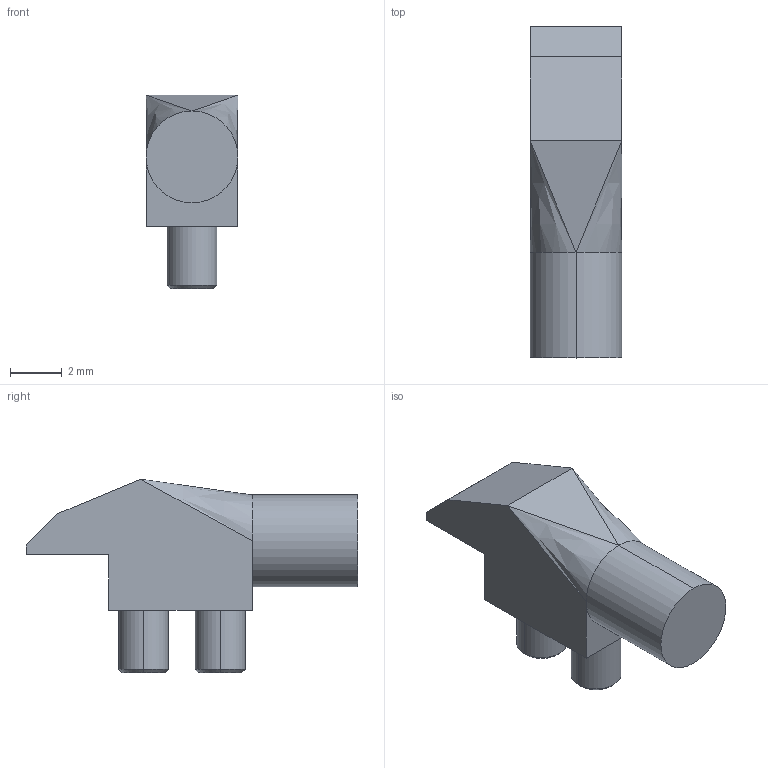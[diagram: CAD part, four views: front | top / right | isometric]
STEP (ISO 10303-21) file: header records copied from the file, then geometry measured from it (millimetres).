
FILE_DESCRIPTION (( 'STEP AP214' ), '1' );
FILE_NAME ('7513D2-S.STEP', '2015-03-20T16:06:01', ( '' ), ( '' ), 'SwSTEP 2.0', 'SolidWorks 2014', '' );
FILE_SCHEMA (( 'AUTOMOTIVE_DESIGN' ));
Length unit declared in the file: inch
Products named in the file (1): 7513D2-S
Bounding box: 3.56 x 12.85 x 7.49 mm (x, y, z)
Volume: 165.4 mm3; surface area: 222.9 mm2
Topology: 1 solids, 1 shells, 25 faces, 53 edges, 32 vertices
Faces by surface type: plane 13, cylinder 6, cone 4, bspline 2
Entity records: 943 total; most frequent: CARTESIAN_POINT 363, DIRECTION 115, ORIENTED_EDGE 106, EDGE_CURVE 53, AXIS2_PLACEMENT_3D 42, VERTEX_POINT 32, LINE 31, VECTOR 31
